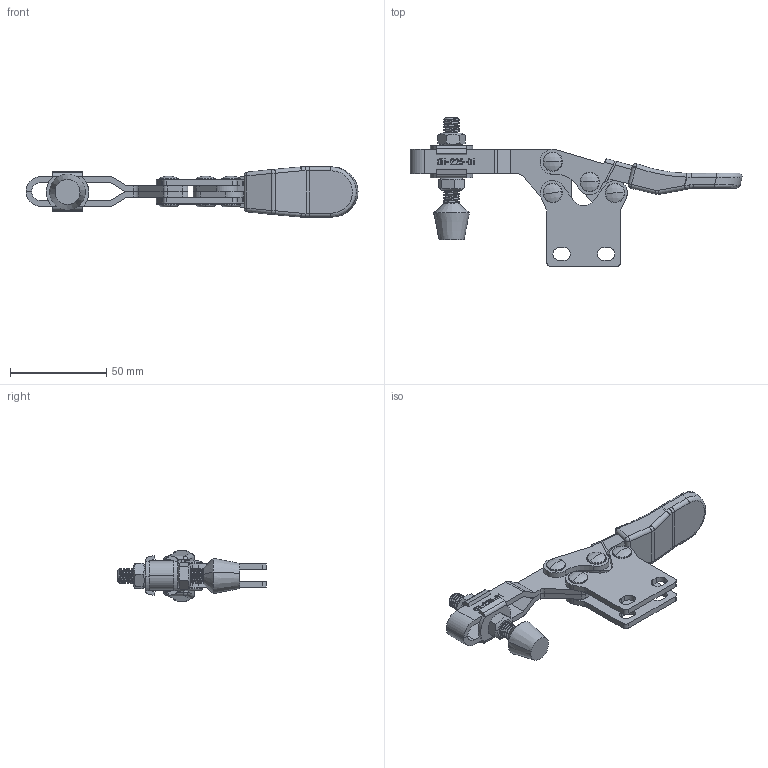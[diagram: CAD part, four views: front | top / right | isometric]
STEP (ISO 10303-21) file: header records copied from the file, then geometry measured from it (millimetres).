
FILE_DESCRIPTION (( 'STEP AP203' ), '1' );
FILE_NAME ('CH-225-DI.STEP', '2017-11-23T05:59:27', ( 'Windows' ), ( 'Microsoft' ), 'SwSTEP 2.0', 'SolidWorks 2015', '' );
FILE_SCHEMA (( 'CONFIG_CONTROL_DESIGN' ));
Length unit declared in the file: millimetre
Products named in the file (11): 1; 225-D-04; 56212; CH-FW-516; 225-DI-02揤參; 225-D-06; 225DI眻菁; 56212-02; CH-225-DI; 225-D-03
Assembly tree (17 placements, depth 3):
  CH-225-DI
    225-D-06  x4
    56212-02  x2
    1
      225-D-03
      1
    225-D-04  x2
    56212
    CH-FW-516  x2
    225-DI-02揤參
    225DI眻菁  x2
Bounding box: 172.32 x 77.2 x 26 mm (x, y, z)
Volume: 42240.5 mm3; surface area: 37820.9 mm2
Topology: 17 solids, 17 shells, 875 faces, 2331 edges, 1515 vertices
Faces by surface type: plane 321, cylinder 285, bspline 180, torus 36, cone 35, sphere 18
Entity records: 34215 total; most frequent: CARTESIAN_POINT 16499, ORIENTED_EDGE 3862, DIRECTION 2743, EDGE_CURVE 1931, VERTEX_POINT 1263, VECTOR 1041, LINE 1041, AXIS2_PLACEMENT_3D 851
